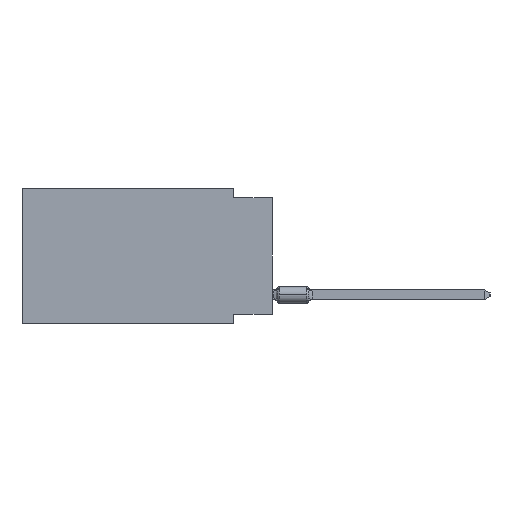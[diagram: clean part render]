
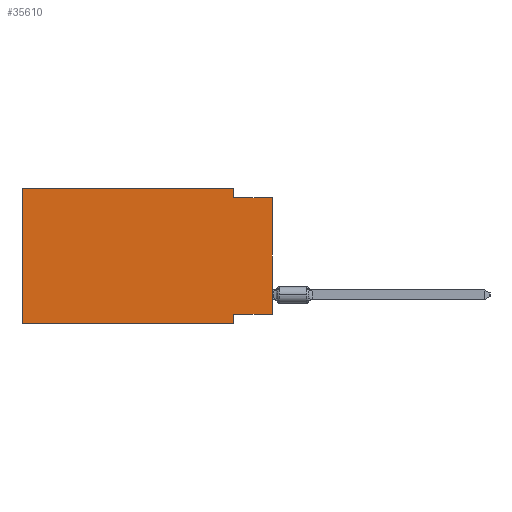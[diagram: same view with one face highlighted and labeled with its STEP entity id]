
A CAD part, left-side view. The second image highlights one B-rep face of the part: STEP entity #35610.
In plain terms, the highlighted planar face has unit normal (-1, 0, 0).
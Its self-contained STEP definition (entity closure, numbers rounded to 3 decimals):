
#92 = FACE_OUTER_BOUND ( 'NONE', #8063, .T. ) ;
#136 = DIRECTION ( 'NONE',  ( 0., -1., 0. ) ) ;
#1151 = ORIENTED_EDGE ( 'NONE', *, *, #26272, .F. ) ;
#1929 = ORIENTED_EDGE ( 'NONE', *, *, #21345, .F. ) ;
#3107 = VERTEX_POINT ( 'NONE', #42159 ) ;
#3434 = VECTOR ( 'NONE', #56306, 1000. ) ;
#3463 = ORIENTED_EDGE ( 'NONE', *, *, #9697, .F. ) ;
#3984 = DIRECTION ( 'NONE',  ( 0., 0., 1. ) ) ;
#4716 = VECTOR ( 'NONE', #136, 1000. ) ;
#6404 = CARTESIAN_POINT ( 'NONE',  ( 0., 0., -8.255 ) ) ;
#6453 = VECTOR ( 'NONE', #43124, 1000. ) ;
#7054 = CARTESIAN_POINT ( 'NONE',  ( 0., 0., -8.255 ) ) ;
#8063 = EDGE_LOOP ( 'NONE', ( #43074, #3463, #1151, #8412, #1929, #26504, #47385, #14314 ) ) ;
#8412 = ORIENTED_EDGE ( 'NONE', *, *, #26304, .F. ) ;
#8587 = DIRECTION ( 'NONE',  ( 0., 0., -1. ) ) ;
#9577 = VECTOR ( 'NONE', #28862, 1000. ) ;
#9697 = EDGE_CURVE ( 'NONE', #49971, #29147, #16969, .T. ) ;
#9972 = VERTEX_POINT ( 'NONE', #42970 ) ;
#12423 = CARTESIAN_POINT ( 'NONE',  ( 0., 0., -0.635 ) ) ;
#12923 = CARTESIAN_POINT ( 'NONE',  ( 0., 2.54, 0. ) ) ;
#13752 = DIRECTION ( 'NONE',  ( 1., 0., 0. ) ) ;
#14055 = CARTESIAN_POINT ( 'NONE',  ( 0., 16.383, 0. ) ) ;
#14314 = ORIENTED_EDGE ( 'NONE', *, *, #45046, .F. ) ;
#16969 = LINE ( 'NONE', #17257, #6453 ) ;
#17193 = VERTEX_POINT ( 'NONE', #12923 ) ;
#17257 = CARTESIAN_POINT ( 'NONE',  ( 0., 0., -0.635 ) ) ;
#18708 = DIRECTION ( 'NONE',  ( 0., 0., -1. ) ) ;
#20113 = EDGE_CURVE ( 'NONE', #26742, #54136, #27512, .T. ) ;
#21345 = EDGE_CURVE ( 'NONE', #9972, #3107, #30656, .T. ) ;
#22151 = CARTESIAN_POINT ( 'NONE',  ( 0., 16.383, 0. ) ) ;
#23925 = CARTESIAN_POINT ( 'NONE',  ( 0., 0., 0. ) ) ;
#24946 = LINE ( 'NONE', #7054, #26465 ) ;
#26272 = EDGE_CURVE ( 'NONE', #17193, #49971, #33411, .T. ) ;
#26304 = EDGE_CURVE ( 'NONE', #3107, #17193, #54513, .T. ) ;
#26465 = VECTOR ( 'NONE', #44293, 1000. ) ;
#26504 = ORIENTED_EDGE ( 'NONE', *, *, #53101, .T. ) ;
#26742 = VERTEX_POINT ( 'NONE', #49832 ) ;
#27002 = CARTESIAN_POINT ( 'NONE',  ( 0., 16.383, 0. ) ) ;
#27512 = LINE ( 'NONE', #45969, #45858 ) ;
#28862 = DIRECTION ( 'NONE',  ( 0., 0., -1. ) ) ;
#29147 = VERTEX_POINT ( 'NONE', #12423 ) ;
#30656 = LINE ( 'NONE', #27002, #33237 ) ;
#32247 = CARTESIAN_POINT ( 'NONE',  ( 0., 16.383, -8.89 ) ) ;
#32897 = CARTESIAN_POINT ( 'NONE',  ( 0., 2.54, -8.89 ) ) ;
#33237 = VECTOR ( 'NONE', #3984, 1000. ) ;
#33411 = LINE ( 'NONE', #51857, #9577 ) ;
#35610 = ADVANCED_FACE ( 'NONE', ( #92 ), #59147, .F. ) ;
#40525 = VECTOR ( 'NONE', #44262, 1000. ) ;
#41628 = LINE ( 'NONE', #32247, #4716 ) ;
#41900 = AXIS2_PLACEMENT_3D ( 'NONE', #14055, #13752, #8587 ) ;
#42159 = CARTESIAN_POINT ( 'NONE',  ( 0., 16.383, 0. ) ) ;
#42970 = CARTESIAN_POINT ( 'NONE',  ( 0., 16.383, -8.89 ) ) ;
#43074 = ORIENTED_EDGE ( 'NONE', *, *, #50155, .T. ) ;
#43124 = DIRECTION ( 'NONE',  ( 0., -1., 0. ) ) ;
#44262 = DIRECTION ( 'NONE',  ( 0., -1., 0. ) ) ;
#44293 = DIRECTION ( 'NONE',  ( 0., 1., 0. ) ) ;
#45046 = EDGE_CURVE ( 'NONE', #55143, #26742, #24946, .T. ) ;
#45858 = VECTOR ( 'NONE', #18708, 1000. ) ;
#45969 = CARTESIAN_POINT ( 'NONE',  ( 0., 2.54, -8.89 ) ) ;
#47385 = ORIENTED_EDGE ( 'NONE', *, *, #20113, .F. ) ;
#49832 = CARTESIAN_POINT ( 'NONE',  ( 0., 2.54, -8.255 ) ) ;
#49971 = VERTEX_POINT ( 'NONE', #50860 ) ;
#50155 = EDGE_CURVE ( 'NONE', #55143, #29147, #56911, .T. ) ;
#50860 = CARTESIAN_POINT ( 'NONE',  ( 0., 2.54, -0.635 ) ) ;
#51857 = CARTESIAN_POINT ( 'NONE',  ( 0., 2.54, 0. ) ) ;
#53101 = EDGE_CURVE ( 'NONE', #9972, #54136, #41628, .T. ) ;
#54136 = VERTEX_POINT ( 'NONE', #32897 ) ;
#54513 = LINE ( 'NONE', #22151, #40525 ) ;
#55143 = VERTEX_POINT ( 'NONE', #6404 ) ;
#56306 = DIRECTION ( 'NONE',  ( 0., 0., 1. ) ) ;
#56911 = LINE ( 'NONE', #23925, #3434 ) ;
#59147 = PLANE ( 'NONE',  #41900 ) ;
